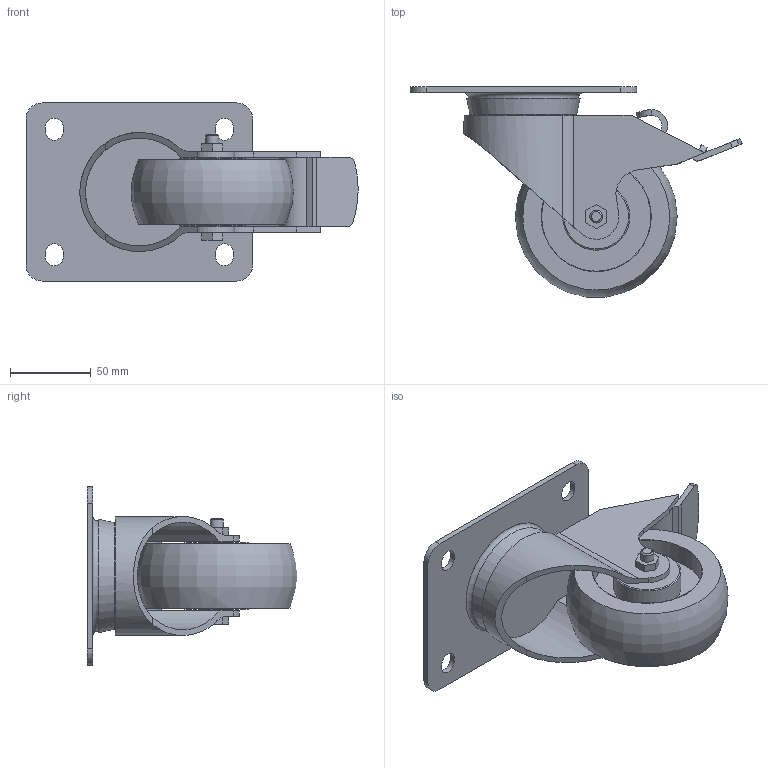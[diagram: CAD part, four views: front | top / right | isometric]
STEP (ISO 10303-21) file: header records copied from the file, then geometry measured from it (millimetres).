
FILE_DESCRIPTION(/* description */ ('STEP AP203'),/* implementation_level */ '2;1');
FILE_NAME(/* name */ 'K1788.10100040230',/* time_stamp */ '2025-06-24T16:02:26+02:00',/* author */ ('License CC BY-ND 4.0'),/* organization */ ('CADENAS'),/* preprocessor_version */ 'ST-DEVELOPER v19.3',/* originating_system */ 'PARTsolutions',/* authorisation */ ' ');
FILE_SCHEMA (('CONFIG_CONTROL_DESIGN'));
Length unit declared in the file: millimetre
Products named in the file (1): K1788.10100040230
Bounding box: 205 x 129.64 x 110 mm (x, y, z)
Volume: 428229.6 mm3; surface area: 107568.6 mm2
Topology: 1 solids, 1 shells, 124 faces, 318 edges, 209 vertices
Faces by surface type: plane 75, cylinder 40, cone 6, torus 3
Full cylindrical faces by diameter (mm): 8 x1, 15 x2, 41.5 x2, 67.5 x2, 73.5 x1
Entity records: 3720 total; most frequent: CARTESIAN_POINT 669, DIRECTION 632, ORIENTED_EDGE 594, EDGE_CURVE 297, AXIS2_PLACEMENT_3D 216, VERTEX_POINT 205, LINE 200, VECTOR 200
